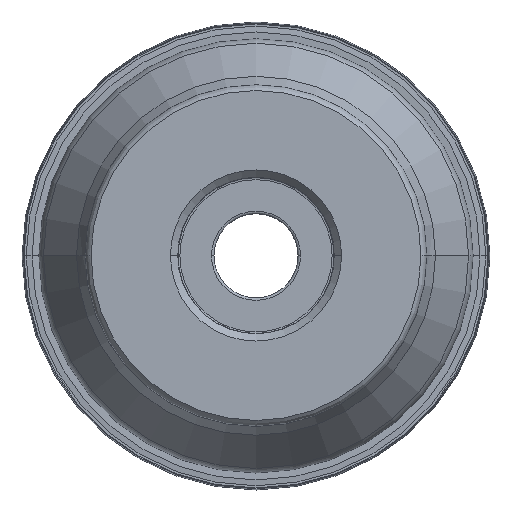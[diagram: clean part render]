
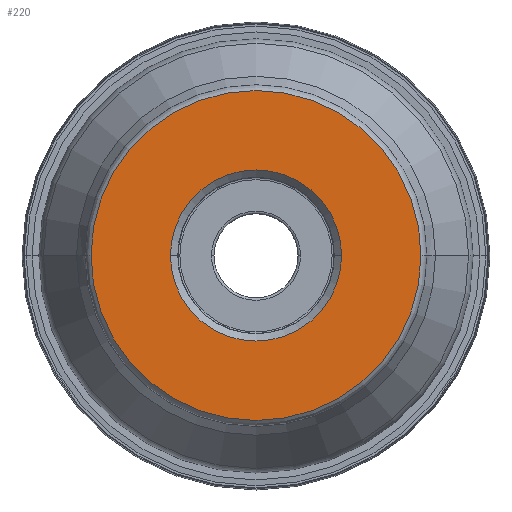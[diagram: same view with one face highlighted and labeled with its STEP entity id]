
A CAD part, top view. The second image highlights one B-rep face of the part: STEP entity #220.
In plain terms, the highlighted planar face has unit normal (0, 0, 1).
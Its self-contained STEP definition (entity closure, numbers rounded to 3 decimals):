
#67=PLANE('',#2003);
#78=FACE_BOUND('',#427,.T.);
#79=FACE_BOUND('',#428,.T.);
#220=ADVANCED_FACE('',(#78,#79),#67,.T.);
#427=EDGE_LOOP('',(#838,#839,#840,#841));
#428=EDGE_LOOP('',(#842,#843,#844,#845));
#838=ORIENTED_EDGE('',*,*,#1238,.T.);
#839=ORIENTED_EDGE('',*,*,#1239,.T.);
#840=ORIENTED_EDGE('',*,*,#1240,.F.);
#841=ORIENTED_EDGE('',*,*,#1241,.T.);
#842=ORIENTED_EDGE('',*,*,#1231,.T.);
#843=ORIENTED_EDGE('',*,*,#1230,.T.);
#844=ORIENTED_EDGE('',*,*,#1235,.T.);
#845=ORIENTED_EDGE('',*,*,#1234,.T.);
#1013=VERTEX_POINT('',#3075);
#1014=VERTEX_POINT('',#3077);
#1015=VERTEX_POINT('',#3079);
#1017=VERTEX_POINT('',#3085);
#1018=VERTEX_POINT('',#3093);
#1019=VERTEX_POINT('',#3094);
#1020=VERTEX_POINT('',#3096);
#1021=VERTEX_POINT('',#3098);
#1230=EDGE_CURVE('',#1014,#1013,#1393,.T.);
#1231=EDGE_CURVE('',#1015,#1014,#1394,.T.);
#1234=EDGE_CURVE('',#1017,#1015,#1396,.T.);
#1235=EDGE_CURVE('',#1013,#1017,#1397,.T.);
#1238=EDGE_CURVE('',#1018,#1019,#1400,.T.);
#1239=EDGE_CURVE('',#1019,#1020,#1401,.T.);
#1240=EDGE_CURVE('',#1021,#1020,#1402,.T.);
#1241=EDGE_CURVE('',#1021,#1018,#1403,.T.);
#1393=CIRCLE('',#1988,13.935);
#1394=CIRCLE('',#1989,13.935);
#1396=CIRCLE('',#1992,13.935);
#1397=CIRCLE('',#1993,13.935);
#1400=CIRCLE('',#1999,26.869);
#1401=CIRCLE('',#2000,26.869);
#1402=CIRCLE('',#2001,26.869);
#1403=CIRCLE('',#2002,26.869);
#1988=AXIS2_PLACEMENT_3D('',#3076,#2561,#2562);
#1989=AXIS2_PLACEMENT_3D('',#3078,#2563,#2564);
#1992=AXIS2_PLACEMENT_3D('',#3084,#2570,#2571);
#1993=AXIS2_PLACEMENT_3D('',#3086,#2572,#2573);
#1999=AXIS2_PLACEMENT_3D('',#3092,#2584,#2585);
#2000=AXIS2_PLACEMENT_3D('',#3095,#2586,#2587);
#2001=AXIS2_PLACEMENT_3D('',#3097,#2588,#2589);
#2002=AXIS2_PLACEMENT_3D('',#3099,#2590,#2591);
#2003=AXIS2_PLACEMENT_3D('',#3100,#2592,#2593);
#2561=DIRECTION('',(0.,0.,-1.));
#2562=DIRECTION('',(0.,-1.,0.));
#2563=DIRECTION('',(0.,0.,-1.));
#2564=DIRECTION('',(1.,0.,0.));
#2570=DIRECTION('',(0.,0.,-1.));
#2571=DIRECTION('',(0.,1.,0.));
#2572=DIRECTION('',(0.,0.,-1.));
#2573=DIRECTION('',(-1.,0.,0.));
#2584=DIRECTION('',(0.,0.,1.));
#2585=DIRECTION('',(-1.,0.,0.));
#2586=DIRECTION('',(0.,0.,1.));
#2587=DIRECTION('',(1.,-0.001,0.));
#2588=DIRECTION('',(0.,0.,-1.));
#2589=DIRECTION('',(1.,0.,0.));
#2590=DIRECTION('',(0.,0.,1.));
#2591=DIRECTION('',(-1.,0.,0.));
#2592=DIRECTION('',(0.,0.,1.));
#2593=DIRECTION('',(0.,-1.,0.));
#3075=CARTESIAN_POINT('',(-13.935,0.,0.));
#3076=CARTESIAN_POINT('',(0.,0.,0.));
#3077=CARTESIAN_POINT('',(0.,-13.935,0.));
#3078=CARTESIAN_POINT('',(0.,0.,0.));
#3079=CARTESIAN_POINT('',(13.935,0.,0.));
#3084=CARTESIAN_POINT('',(0.,0.,0.));
#3085=CARTESIAN_POINT('',(0.,13.935,0.));
#3086=CARTESIAN_POINT('',(0.,0.,0.));
#3092=CARTESIAN_POINT('',(0.,0.,0.));
#3093=CARTESIAN_POINT('',(-26.869,0.,0.));
#3094=CARTESIAN_POINT('',(26.869,-0.021,0.));
#3095=CARTESIAN_POINT('',(0.,0.,0.));
#3096=CARTESIAN_POINT('',(26.869,0.,0.));
#3097=CARTESIAN_POINT('',(0.,0.,0.));
#3098=CARTESIAN_POINT('',(-26.869,0.021,0.));
#3099=CARTESIAN_POINT('',(0.,0.,0.));
#3100=CARTESIAN_POINT('',(0.,0.,0.));
